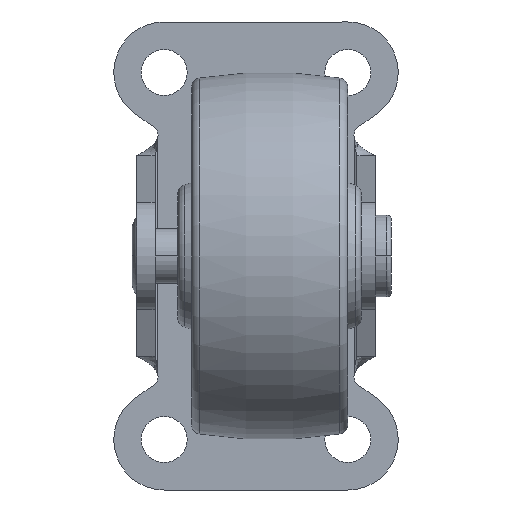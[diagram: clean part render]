
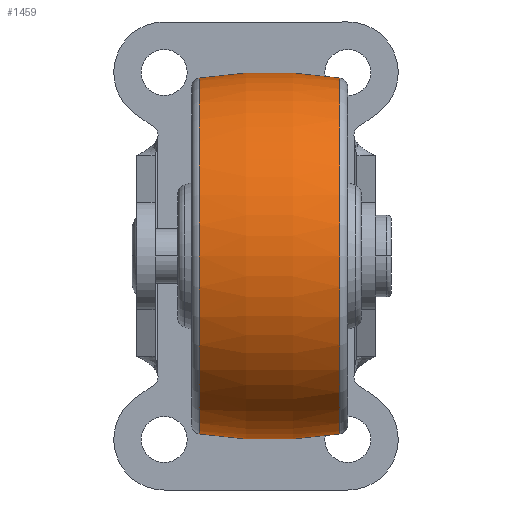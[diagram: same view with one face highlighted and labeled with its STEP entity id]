
A CAD part, front view. The second image highlights one B-rep face of the part: STEP entity #1459.
In plain terms, the highlighted toroidal (fillet/blend) face has major radius 28.542 mm and minor radius 48.542 mm.
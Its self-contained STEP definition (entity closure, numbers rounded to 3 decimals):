
#51 = DIRECTION ( 'NONE',  ( -1., 0., 0. ) ) ;
#182 = ORIENTED_EDGE ( 'NONE', *, *, #1420, .F. ) ;
#201 = CARTESIAN_POINT ( 'NONE',  ( 0., 0., -28.542 ) ) ;
#225 = VERTEX_POINT ( 'NONE', #2024 ) ;
#271 = CARTESIAN_POINT ( 'NONE',  ( -7.658, 0., 0. ) ) ;
#306 = AXIS2_PLACEMENT_3D ( 'NONE', #3391, #1287, #2632 ) ;
#311 = CIRCLE ( 'NONE', #2219, 48.542 ) ;
#374 = EDGE_CURVE ( 'NONE', #3090, #1303, #2386, .T. ) ;
#635 = CIRCLE ( 'NONE', #2551, 48.542 ) ;
#777 = EDGE_CURVE ( 'NONE', #1303, #225, #311, .T. ) ;
#850 = CIRCLE ( 'NONE', #1995, 19.392 ) ;
#876 = DIRECTION ( 'NONE',  ( 0., 0., 1. ) ) ;
#901 = CARTESIAN_POINT ( 'NONE',  ( 7.658, 0., 19.392 ) ) ;
#910 = TOROIDAL_SURFACE ( 'NONE', #306, -28.542, 48.542 ) ;
#1004 = DIRECTION ( 'NONE',  ( 0., -1., 0. ) ) ;
#1011 = DIRECTION ( 'NONE',  ( 0., 0., 1. ) ) ;
#1278 = CARTESIAN_POINT ( 'NONE',  ( 7.658, 0., -19.392 ) ) ;
#1287 = DIRECTION ( 'NONE',  ( -1., 0., 0. ) ) ;
#1303 = VERTEX_POINT ( 'NONE', #901 ) ;
#1406 = CARTESIAN_POINT ( 'NONE',  ( -7.658, 0., -19.392 ) ) ;
#1409 = ORIENTED_EDGE ( 'NONE', *, *, #374, .T. ) ;
#1420 = EDGE_CURVE ( 'NONE', #3090, #3353, #635, .T. ) ;
#1458 = DIRECTION ( 'NONE',  ( 0., 0., 1. ) ) ;
#1459 = ADVANCED_FACE ( 'NONE', ( #3235 ), #910, .T. ) ;
#1505 = AXIS2_PLACEMENT_3D ( 'NONE', #2107, #51, #876 ) ;
#1524 = EDGE_CURVE ( 'NONE', #3353, #225, #850, .T. ) ;
#1547 = DIRECTION ( 'NONE',  ( -1., 0., 0. ) ) ;
#1785 = DIRECTION ( 'NONE',  ( 0., 0., -1. ) ) ;
#1811 = EDGE_LOOP ( 'NONE', ( #182, #1409, #2075, #3190 ) ) ;
#1995 = AXIS2_PLACEMENT_3D ( 'NONE', #271, #1547, #1011 ) ;
#2024 = CARTESIAN_POINT ( 'NONE',  ( -7.658, 0., 19.392 ) ) ;
#2075 = ORIENTED_EDGE ( 'NONE', *, *, #777, .T. ) ;
#2107 = CARTESIAN_POINT ( 'NONE',  ( 7.658, 0., 0. ) ) ;
#2219 = AXIS2_PLACEMENT_3D ( 'NONE', #201, #1004, #1785 ) ;
#2386 = CIRCLE ( 'NONE', #1505, 19.392 ) ;
#2551 = AXIS2_PLACEMENT_3D ( 'NONE', #2768, #2785, #1458 ) ;
#2632 = DIRECTION ( 'NONE',  ( 0., 0., 1. ) ) ;
#2768 = CARTESIAN_POINT ( 'NONE',  ( 0., 0., 28.542 ) ) ;
#2785 = DIRECTION ( 'NONE',  ( 0., 1., 0. ) ) ;
#3090 = VERTEX_POINT ( 'NONE', #1278 ) ;
#3190 = ORIENTED_EDGE ( 'NONE', *, *, #1524, .F. ) ;
#3235 = FACE_OUTER_BOUND ( 'NONE', #1811, .T. ) ;
#3353 = VERTEX_POINT ( 'NONE', #1406 ) ;
#3391 = CARTESIAN_POINT ( 'NONE',  ( 0., 0., 0. ) ) ;
